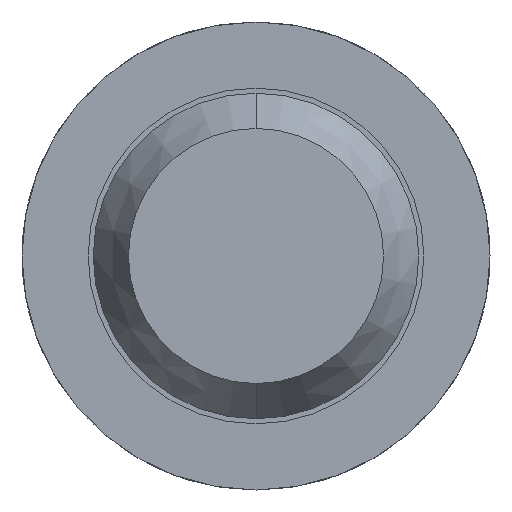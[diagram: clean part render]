
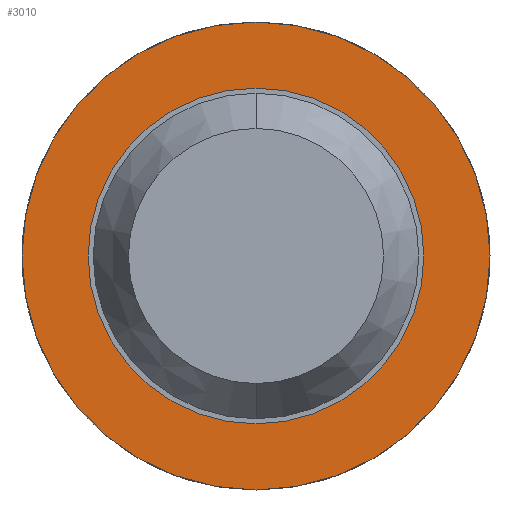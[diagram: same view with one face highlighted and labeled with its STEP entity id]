
A CAD part, front view. The second image highlights one B-rep face of the part: STEP entity #3010.
In plain terms, the highlighted planar face has unit normal (0, -1, 0).
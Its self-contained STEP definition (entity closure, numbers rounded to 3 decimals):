
#63 = DIRECTION ( 'NONE',  ( 0., 0., 1. ) ) ;
#265 = VERTEX_POINT ( 'NONE', #2252 ) ;
#311 = CIRCLE ( 'NONE', #3222, 0.825 ) ;
#522 = DIRECTION ( 'NONE',  ( 0., 1., 0. ) ) ;
#593 = FACE_OUTER_BOUND ( 'NONE', #3683, .T. ) ;
#680 = CARTESIAN_POINT ( 'NONE',  ( 0., -1.7, -1.15 ) ) ;
#688 = EDGE_LOOP ( 'NONE', ( #2905, #3654 ) ) ;
#732 = CARTESIAN_POINT ( 'NONE',  ( 0., -1.7, 0.825 ) ) ;
#1105 = CIRCLE ( 'NONE', #1475, 1.15 ) ;
#1107 = AXIS2_PLACEMENT_3D ( 'NONE', #2767, #522, #2140 ) ;
#1371 = EDGE_CURVE ( 'Defeature ausgef�hrt2_0+Defeature ausgef�hrt2_7+Defeature ausgef�hrt2_7+Defeature ausgef�hrt2_7', #2688, #3815, #1804, .T. ) ;
#1423 = CARTESIAN_POINT ( 'NONE',  ( 0., -1.7, 0. ) ) ;
#1475 = AXIS2_PLACEMENT_3D ( 'NONE', #2336, #3885, #63 ) ;
#1547 = EDGE_CURVE ( 'Defeature ausgef�hrt2_0+Defeature ausgef�hrt2_7+Defeature ausgef�hrt2_7+Defeature ausgef�hrt2_7', #3815, #2688, #1105, .T. ) ;
#1560 = CARTESIAN_POINT ( 'NONE',  ( 0., -1.7, 1.15 ) ) ;
#1670 = EDGE_CURVE ( 'Defeature ausgef�hrt2_7+Defeature ausgef�hrt2_6+Defeature ausgef�hrt2_6+Defeature ausgef�hrt2_6', #3492, #265, #311, .T. ) ;
#1804 = CIRCLE ( 'NONE', #2482, 1.15 ) ;
#1911 = AXIS2_PLACEMENT_3D ( 'NONE', #4075, #2492, #2871 ) ;
#1932 = DIRECTION ( 'NONE',  ( 0., 0., 1. ) ) ;
#2102 = PLANE ( 'NONE',  #1107 ) ;
#2140 = DIRECTION ( 'NONE',  ( 0., 0., 1. ) ) ;
#2247 = CARTESIAN_POINT ( 'NONE',  ( 0., -1.7, 0. ) ) ;
#2252 = CARTESIAN_POINT ( 'NONE',  ( 0., -1.7, -0.825 ) ) ;
#2336 = CARTESIAN_POINT ( 'NONE',  ( 0., -1.7, 0. ) ) ;
#2349 = FACE_BOUND ( 'NONE', #688, .T. ) ;
#2482 = AXIS2_PLACEMENT_3D ( 'NONE', #1423, #3971, #3687 ) ;
#2492 = DIRECTION ( 'NONE',  ( 0., 1., 0. ) ) ;
#2648 = ORIENTED_EDGE ( 'NONE', *, *, #1547, .F. ) ;
#2688 = VERTEX_POINT ( 'NONE', #1560 ) ;
#2767 = CARTESIAN_POINT ( 'NONE',  ( 0.825, -1.7, 0. ) ) ;
#2871 = DIRECTION ( 'NONE',  ( 0., 0., 1. ) ) ;
#2905 = ORIENTED_EDGE ( 'NONE', *, *, #1670, .T. ) ;
#3010 = ADVANCED_FACE ( 'Defeature ausgef�hrt2_7', ( #593, #2349 ), #2102, .F. ) ;
#3159 = EDGE_CURVE ( 'Defeature ausgef�hrt2_7+Defeature ausgef�hrt2_6+Defeature ausgef�hrt2_6+Defeature ausgef�hrt2_6', #265, #3492, #3306, .T. ) ;
#3222 = AXIS2_PLACEMENT_3D ( 'NONE', #2247, #3541, #1932 ) ;
#3306 = CIRCLE ( 'NONE', #1911, 0.825 ) ;
#3492 = VERTEX_POINT ( 'NONE', #732 ) ;
#3541 = DIRECTION ( 'NONE',  ( 0., 1., 0. ) ) ;
#3654 = ORIENTED_EDGE ( 'NONE', *, *, #3159, .T. ) ;
#3671 = ORIENTED_EDGE ( 'NONE', *, *, #1371, .F. ) ;
#3683 = EDGE_LOOP ( 'NONE', ( #3671, #2648 ) ) ;
#3687 = DIRECTION ( 'NONE',  ( 0., 0., 1. ) ) ;
#3815 = VERTEX_POINT ( 'NONE', #680 ) ;
#3885 = DIRECTION ( 'NONE',  ( 0., 1., 0. ) ) ;
#3971 = DIRECTION ( 'NONE',  ( 0., 1., 0. ) ) ;
#4075 = CARTESIAN_POINT ( 'NONE',  ( 0., -1.7, 0. ) ) ;
